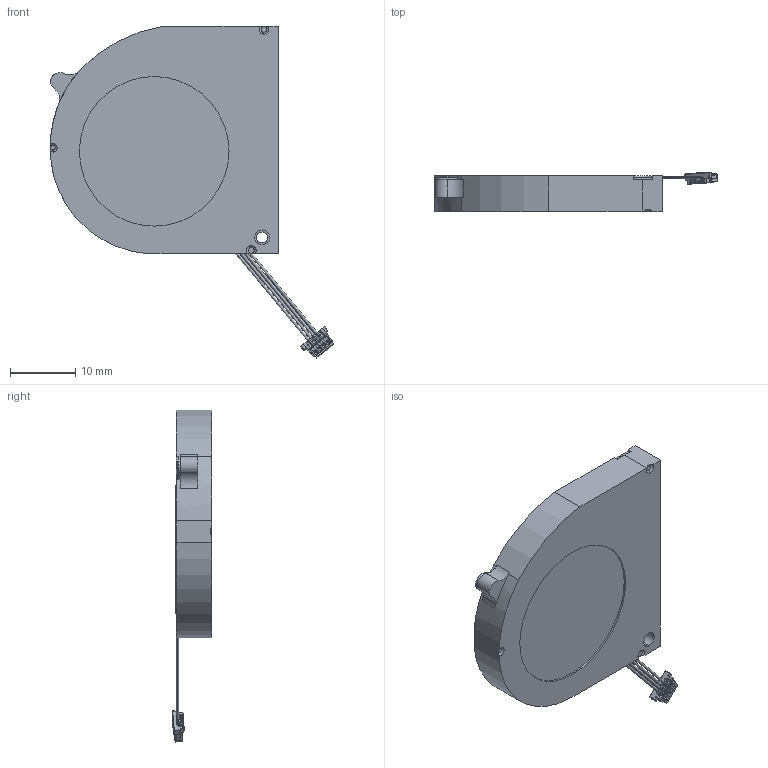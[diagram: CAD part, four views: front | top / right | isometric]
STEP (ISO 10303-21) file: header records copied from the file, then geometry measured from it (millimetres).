
FILE_DESCRIPTION((''),'2;1');
FILE_NAME('B3504_ASM_1_ASM_3_ASM_ASM_ASM_1_ASM','2023-05-08T17:14:08',('TINGWEI.LIN'),(''),'CREO PARAMETRIC BY PTC INC, 2020454','CREO PARAMETRIC BY PTC INC, 2020454','');
FILE_SCHEMA(('CONFIG_CONTROL_DESIGN'));
Length unit declared in the file: millimetre
Products named in the file (13): PRT0624_1_1_1_1_1_1_1_1_1_1_1_1; ASM0003_ASM_1_ASM_1_1_ASM_1_A_1; FRAME_220920_1_1_1_1_1_1_1_1_1; CABLE_1_1_2_1_1_1_1_1_1_1_1_1_2; CABLE_1_1_2_2_1_1_1_1_1_1_1_1_2; CABLE_1_1_2_3_1_1_1_1_1_1_1_1_2; CABLE_1_1_2_4_1_1_1_1_1_1_1_1_2; 50375-004XX-004_1_1_1_1_1; CABLE_ASM_2_ASM_1_ASM_1_ASM_1_1_ASM; LABEL_1_1_1_1; PRT0001_1_1_1_1_1_1_1_1; 3504-NEW_ASM_ASM_ASM_1_ASM_AS_3_ASM; B3504_ASM_1_ASM_3_ASM_ASM_ASM_1_ASM
Assembly tree (12 placements, depth 3):
  B3504_ASM_1_ASM_3_ASM_ASM_ASM_1_ASM
    PRT0624_1_1_1_1_1_1_1_1_1_1_1_1
    ASM0003_ASM_1_ASM_1_1_ASM_1_A_1
    FRAME_220920_1_1_1_1_1_1_1_1_1
    CABLE_ASM_2_ASM_1_ASM_1_ASM_1_1_ASM
      CABLE_1_1_2_1_1_1_1_1_1_1_1_1_2
      CABLE_1_1_2_2_1_1_1_1_1_1_1_1_2
      CABLE_1_1_2_3_1_1_1_1_1_1_1_1_2
      CABLE_1_1_2_4_1_1_1_1_1_1_1_1_2
      50375-004XX-004_1_1_1_1_1
    LABEL_1_1_1_1
    3504-NEW_ASM_ASM_ASM_1_ASM_AS_3_ASM
      PRT0001_1_1_1_1_1_1_1_1
Bounding box: 43.45 x 6.14 x 51.03 mm (x, y, z)
Volume: 3316.3 mm3; surface area: 6481.7 mm2
Topology: 9 solids, 9 shells, 1182 faces, 3252 edges, 2033 vertices
Faces by surface type: plane 750, cylinder 373, torus 27, sphere 18, bspline 8, cone 6
Entity records: 37931 total; most frequent: CARTESIAN_POINT 7171, ORIENTED_EDGE 6460, DIRECTION 6409, EDGE_CURVE 3230, VECTOR 2313, LINE 2313, AXIS2_PLACEMENT_3D 2048, VERTEX_POINT 2033
